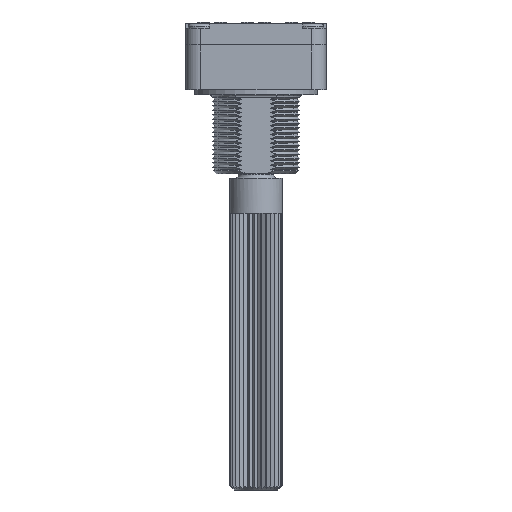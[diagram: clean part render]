
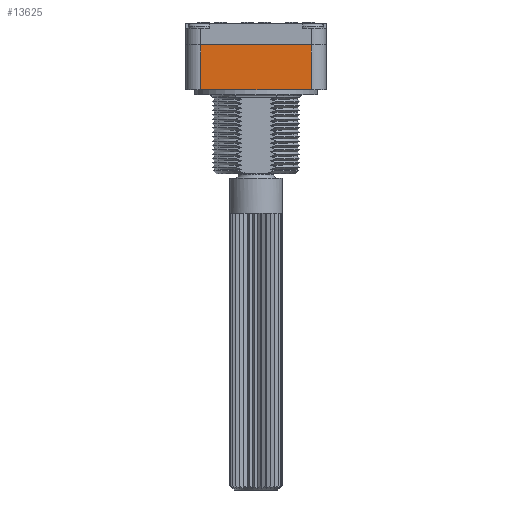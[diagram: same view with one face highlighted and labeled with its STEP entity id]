
A CAD part, front view. The second image highlights one B-rep face of the part: STEP entity #13625.
In plain terms, the highlighted planar face has unit normal (0, -1, 0).
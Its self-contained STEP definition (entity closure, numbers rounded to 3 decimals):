
#990 = CARTESIAN_POINT ( 'NONE',  ( 6.3, -8., 5.1 ) ) ;
#1668 = VERTEX_POINT ( 'NONE', #990 ) ;
#2566 = EDGE_CURVE ( 'NONE', #11981, #20545, #10351, .T. ) ;
#2912 = CARTESIAN_POINT ( 'NONE',  ( 6.3, -8., 5.1 ) ) ;
#3224 = VECTOR ( 'NONE', #21484, 1000. ) ;
#3262 = EDGE_CURVE ( 'NONE', #11981, #1668, #20774, .T. ) ;
#4480 = VECTOR ( 'NONE', #5120, 1000. ) ;
#4604 = CARTESIAN_POINT ( 'NONE',  ( -6.3, -8., 5.1 ) ) ;
#5120 = DIRECTION ( 'NONE',  ( 0., 0., -1. ) ) ;
#6048 = VERTEX_POINT ( 'NONE', #20211 ) ;
#7556 = CARTESIAN_POINT ( 'NONE',  ( -6.3, -8., 5.1 ) ) ;
#10169 = ORIENTED_EDGE ( 'NONE', *, *, #14420, .T. ) ;
#10351 = LINE ( 'NONE', #4604, #3224 ) ;
#10454 = AXIS2_PLACEMENT_3D ( 'NONE', #18686, #30389, #28263 ) ;
#11363 = CARTESIAN_POINT ( 'NONE',  ( -6.3, -8., 0. ) ) ;
#11437 = PLANE ( 'NONE',  #10454 ) ;
#11981 = VERTEX_POINT ( 'NONE', #7556 ) ;
#12766 = DIRECTION ( 'NONE',  ( 1., 0., 0. ) ) ;
#13625 = ADVANCED_FACE ( 'NONE', ( #22660 ), #11437, .F. ) ;
#14420 = EDGE_CURVE ( 'NONE', #20545, #6048, #14769, .T. ) ;
#14769 = LINE ( 'NONE', #15304, #27908 ) ;
#14821 = VECTOR ( 'NONE', #28505, 1000. ) ;
#15304 = CARTESIAN_POINT ( 'NONE',  ( -6.3, -8., 0. ) ) ;
#18686 = CARTESIAN_POINT ( 'NONE',  ( -6.3, -8., 5.1 ) ) ;
#20211 = CARTESIAN_POINT ( 'NONE',  ( 6.3, -8., 0. ) ) ;
#20388 = EDGE_LOOP ( 'NONE', ( #10169, #24954, #29816, #29172 ) ) ;
#20545 = VERTEX_POINT ( 'NONE', #11363 ) ;
#20774 = LINE ( 'NONE', #24058, #14821 ) ;
#21484 = DIRECTION ( 'NONE',  ( 0., 0., -1. ) ) ;
#22660 = FACE_OUTER_BOUND ( 'NONE', #20388, .T. ) ;
#24058 = CARTESIAN_POINT ( 'NONE',  ( -6.3, -8., 5.1 ) ) ;
#24954 = ORIENTED_EDGE ( 'NONE', *, *, #26424, .F. ) ;
#25900 = LINE ( 'NONE', #2912, #4480 ) ;
#26424 = EDGE_CURVE ( 'NONE', #1668, #6048, #25900, .T. ) ;
#27908 = VECTOR ( 'NONE', #12766, 1000. ) ;
#28263 = DIRECTION ( 'NONE',  ( -1., 0., 0. ) ) ;
#28505 = DIRECTION ( 'NONE',  ( 1., 0., 0. ) ) ;
#29172 = ORIENTED_EDGE ( 'NONE', *, *, #2566, .T. ) ;
#29816 = ORIENTED_EDGE ( 'NONE', *, *, #3262, .F. ) ;
#30389 = DIRECTION ( 'NONE',  ( 0., 1., 0. ) ) ;
